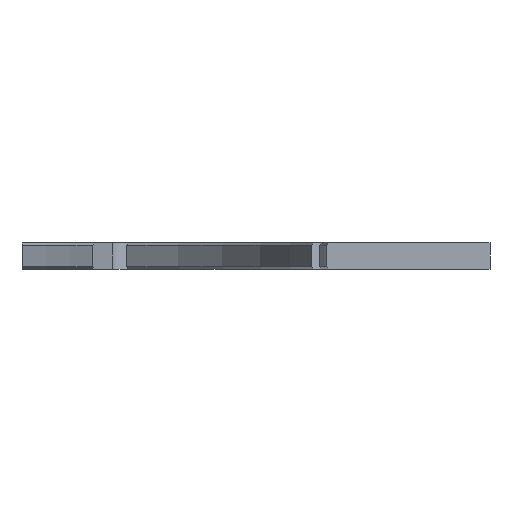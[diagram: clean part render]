
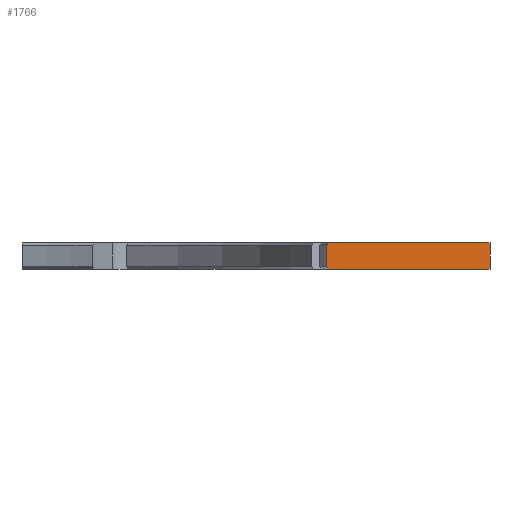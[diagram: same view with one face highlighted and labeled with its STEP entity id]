
A CAD part, front view. The second image highlights one B-rep face of the part: STEP entity #1766.
In plain terms, the highlighted planar face has unit normal (0, -1, 0).
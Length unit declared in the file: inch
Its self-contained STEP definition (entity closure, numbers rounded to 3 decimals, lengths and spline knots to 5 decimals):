
#350 = AXIS2_PLACEMENT_3D ( 'NONE', #1043, #4458, #2156 ) ;
#519 = CARTESIAN_POINT ( 'NONE',  ( 6.219, 0., -0.3735 ) ) ;
#520 = CARTESIAN_POINT ( 'NONE',  ( 6.25, 0., 0. ) ) ;
#661 = LINE ( 'NONE', #2963, #3232 ) ;
#673 = VECTOR ( 'NONE', #2192, 39.37008 ) ;
#942 = FACE_OUTER_BOUND ( 'NONE', #1175, .T. ) ;
#1012 = ORIENTED_EDGE ( 'NONE', *, *, #2937, .T. ) ;
#1043 = CARTESIAN_POINT ( 'NONE',  ( 6.219, 0., -0.3735 ) ) ;
#1175 = EDGE_LOOP ( 'NONE', ( #4628, #4249, #1012, #6535, #6866, #3978 ) ) ;
#1585 = CARTESIAN_POINT ( 'NONE',  ( 8.563, 0., 0. ) ) ;
#1623 = EDGE_CURVE ( 'NONE', #6357, #3979, #1839, .T. ) ;
#1766 = ADVANCED_FACE ( 'NONE', ( #942 ), #6745, .T. ) ;
#1839 = LINE ( 'NONE', #5238, #2315 ) ;
#1965 = CARTESIAN_POINT ( 'NONE',  ( 6.25, 0., -0.3735 ) ) ;
#2113 = CARTESIAN_POINT ( 'NONE',  ( 6.219, 0., -0.3735 ) ) ;
#2156 = DIRECTION ( 'NONE',  ( 0., 0., -1. ) ) ;
#2192 = DIRECTION ( 'NONE',  ( 1., 0., 0. ) ) ;
#2315 = VECTOR ( 'NONE', #6483, 39.37008 ) ;
#2334 = CARTESIAN_POINT ( 'NONE',  ( 6.219, 0., -0.031 ) ) ;
#2340 = DIRECTION ( 'NONE',  ( 0.707, 0., -0.707 ) ) ;
#2623 = VERTEX_POINT ( 'NONE', #5432 ) ;
#2655 = VECTOR ( 'NONE', #4964, 39.37008 ) ;
#2829 = DIRECTION ( 'NONE',  ( 0., 0., 1. ) ) ;
#2937 = EDGE_CURVE ( 'NONE', #5171, #6357, #4416, .T. ) ;
#2963 = CARTESIAN_POINT ( 'NONE',  ( 0., 0., 5.8765 ) ) ;
#2966 = EDGE_CURVE ( 'NONE', #3518, #5825, #6130, .T. ) ;
#3232 = VECTOR ( 'NONE', #2340, 39.37008 ) ;
#3288 = LINE ( 'NONE', #5602, #673 ) ;
#3320 = CARTESIAN_POINT ( 'NONE',  ( 0., 0., -6.25 ) ) ;
#3518 = VERTEX_POINT ( 'NONE', #520 ) ;
#3846 = DIRECTION ( 'NONE',  ( -0.707, 0., -0.707 ) ) ;
#3978 = ORIENTED_EDGE ( 'NONE', *, *, #2966, .T. ) ;
#3979 = VERTEX_POINT ( 'NONE', #1585 ) ;
#4249 = ORIENTED_EDGE ( 'NONE', *, *, #4358, .T. ) ;
#4358 = EDGE_CURVE ( 'NONE', #2623, #5171, #661, .T. ) ;
#4416 = LINE ( 'NONE', #2113, #2655 ) ;
#4458 = DIRECTION ( 'NONE',  ( 0., -1., 0. ) ) ;
#4628 = ORIENTED_EDGE ( 'NONE', *, *, #5595, .F. ) ;
#4964 = DIRECTION ( 'NONE',  ( 1., 0., 0. ) ) ;
#5171 = VERTEX_POINT ( 'NONE', #1965 ) ;
#5238 = CARTESIAN_POINT ( 'NONE',  ( 8.563, 0., -0.3735 ) ) ;
#5432 = CARTESIAN_POINT ( 'NONE',  ( 6.219, 0., -0.3425 ) ) ;
#5595 = EDGE_CURVE ( 'NONE', #2623, #5825, #6284, .T. ) ;
#5602 = CARTESIAN_POINT ( 'NONE',  ( 6.219, 0., 0. ) ) ;
#5825 = VERTEX_POINT ( 'NONE', #2334 ) ;
#6049 = VECTOR ( 'NONE', #3846, 39.37008 ) ;
#6130 = LINE ( 'NONE', #3320, #6049 ) ;
#6284 = LINE ( 'NONE', #519, #7316 ) ;
#6357 = VERTEX_POINT ( 'NONE', #6637 ) ;
#6483 = DIRECTION ( 'NONE',  ( 0., 0., 1. ) ) ;
#6523 = EDGE_CURVE ( 'NONE', #3518, #3979, #3288, .T. ) ;
#6535 = ORIENTED_EDGE ( 'NONE', *, *, #1623, .T. ) ;
#6637 = CARTESIAN_POINT ( 'NONE',  ( 8.563, 0., -0.3735 ) ) ;
#6745 = PLANE ( 'NONE',  #350 ) ;
#6866 = ORIENTED_EDGE ( 'NONE', *, *, #6523, .F. ) ;
#7316 = VECTOR ( 'NONE', #2829, 39.37008 ) ;
